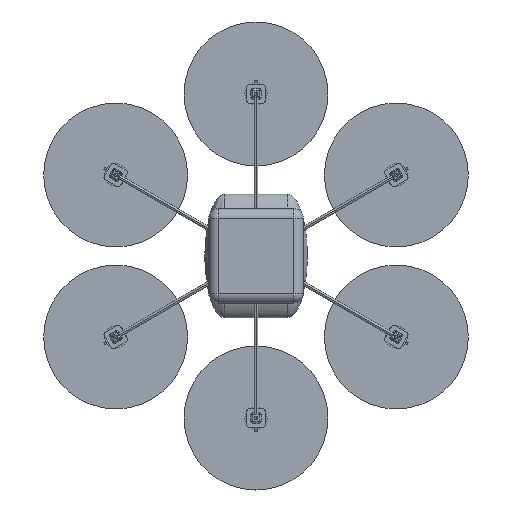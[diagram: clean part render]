
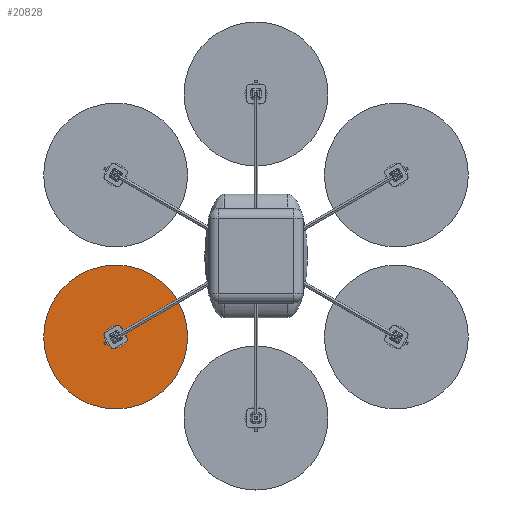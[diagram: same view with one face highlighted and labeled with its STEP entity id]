
A CAD part, top view. The second image highlights one B-rep face of the part: STEP entity #20828.
In plain terms, the highlighted planar face has unit normal (0, 0, 1).
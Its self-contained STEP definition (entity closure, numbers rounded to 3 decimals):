
#20723=CARTESIAN_POINT('',(0.,0.,12.192));
#20724=DIRECTION('',(0.,0.,1.));
#20725=DIRECTION('',(1.,0.,0.));
#20726=AXIS2_PLACEMENT_3D('',#20723,#20724,#20725);
#20728=CARTESIAN_POINT('',(0.,0.,12.192));
#20729=DIRECTION('',(0.,0.,1.));
#20730=DIRECTION('',(-1.,0.,0.));
#20731=AXIS2_PLACEMENT_3D('',#20728,#20729,#20730);
#20733=CARTESIAN_POINT('',(0.,0.,12.192));
#20734=DIRECTION('',(0.,0.,-1.));
#20735=DIRECTION('',(1.,0.,0.));
#20736=AXIS2_PLACEMENT_3D('',#20733,#20734,#20735);
#20738=CARTESIAN_POINT('',(0.,0.,12.192));
#20739=DIRECTION('',(0.,0.,-1.));
#20740=DIRECTION('',(-1.,0.,0.));
#20741=AXIS2_PLACEMENT_3D('',#20738,#20739,#20740);
#20755=CARTESIAN_POINT('',(190.5,0.,12.192));
#20756=CARTESIAN_POINT('',(-190.5,0.,12.192));
#20757=VERTEX_POINT('',#20755);
#20758=VERTEX_POINT('',#20756);
#20763=CARTESIAN_POINT('',(3.175,0.,12.192));
#20764=CARTESIAN_POINT('',(-3.175,0.,12.192));
#20765=VERTEX_POINT('',#20763);
#20766=VERTEX_POINT('',#20764);
#20813=CARTESIAN_POINT('',(0.,0.,12.192));
#20814=DIRECTION('',(0.,0.,1.));
#20815=DIRECTION('',(1.,0.,0.));
#20816=AXIS2_PLACEMENT_3D('',#20813,#20814,#20815);
#20817=PLANE('',#20816);
#20818=ORIENTED_EDGE('',*,*,#20793,.F.);
#20819=ORIENTED_EDGE('',*,*,#20807,.F.);
#20820=EDGE_LOOP('',(#20818,#20819));
#20821=FACE_OUTER_BOUND('',#20820,.F.);
#20823=ORIENTED_EDGE('',*,*,#20822,.F.);
#20825=ORIENTED_EDGE('',*,*,#20824,.F.);
#20826=EDGE_LOOP('',(#20823,#20825));
#20827=FACE_BOUND('',#20826,.F.);
#20828=ADVANCED_FACE('',(#20821,#20827),#20817,.T.);
#20727=CIRCLE('',#20726,190.5);
#20732=CIRCLE('',#20731,190.5);
#20737=CIRCLE('',#20736,3.175);
#20742=CIRCLE('',#20741,3.175);
#20793=EDGE_CURVE('',#20757,#20758,#20727,.T.);
#20807=EDGE_CURVE('',#20758,#20757,#20732,.T.);
#20822=EDGE_CURVE('',#20765,#20766,#20737,.T.);
#20824=EDGE_CURVE('',#20766,#20765,#20742,.T.);
